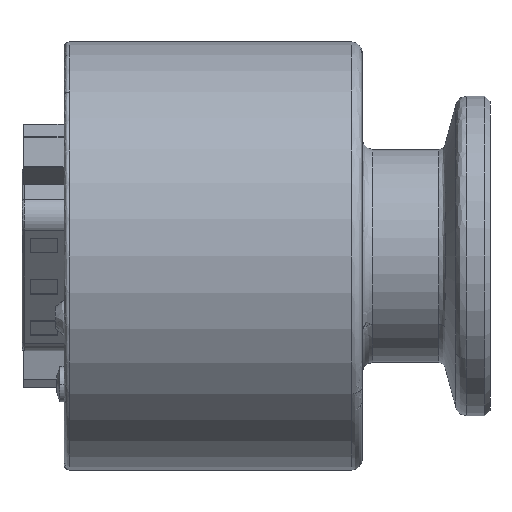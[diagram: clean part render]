
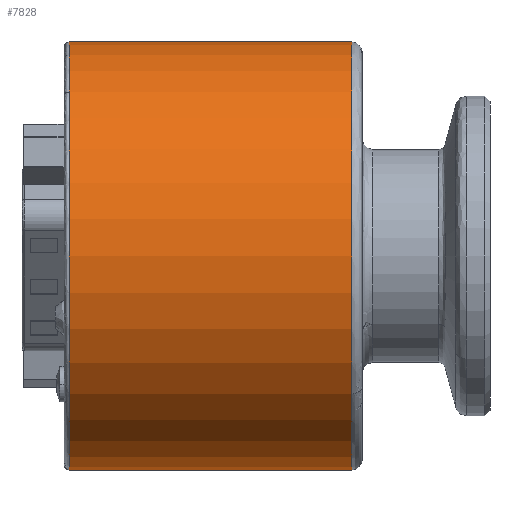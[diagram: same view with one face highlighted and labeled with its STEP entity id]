
A CAD part, left-side view. The second image highlights one B-rep face of the part: STEP entity #7828.
In plain terms, the highlighted cylindrical face has radius 20.1 mm (diameter 40.2 mm), a partial arc.
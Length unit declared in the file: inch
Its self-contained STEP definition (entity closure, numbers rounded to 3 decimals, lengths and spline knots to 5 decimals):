
#729 = CARTESIAN_POINT ( 'NONE',  ( -0.00001, 1.75197, 0.00002 ) ) ;
#732 = CIRCLE ( 'NONE', #9538, 0.79134 ) ;
#815 = DIRECTION ( 'NONE',  ( 0., 0., 1. ) ) ;
#840 = DIRECTION ( 'NONE',  ( 0., 1., 0. ) ) ;
#886 = EDGE_CURVE ( 'NONE', #3181, #11082, #9578, .T. ) ;
#906 = CARTESIAN_POINT ( 'NONE',  ( -0.60621, 0.70866, -0.50865 ) ) ;
#1098 = CARTESIAN_POINT ( 'NONE',  ( -0.00001, 1.75197, 0.79136 ) ) ;
#1768 = DIRECTION ( 'NONE',  ( 0., 0., 1. ) ) ;
#2193 = VERTEX_POINT ( 'NONE', #906 ) ;
#2234 = EDGE_CURVE ( 'NONE', #5359, #2193, #7873, .T. ) ;
#2630 = EDGE_LOOP ( 'NONE', ( #4133, #6391, #3086, #9110, #5909, #6520 ) ) ;
#2988 = CYLINDRICAL_SURFACE ( 'NONE', #11280, 0.79134 ) ;
#3036 = EDGE_CURVE ( 'NONE', #2193, #3181, #732, .T. ) ;
#3086 = ORIENTED_EDGE ( 'NONE', *, *, #3036, .T. ) ;
#3181 = VERTEX_POINT ( 'NONE', #9028 ) ;
#3187 = DIRECTION ( 'NONE',  ( 0., 1., 0. ) ) ;
#3270 = CARTESIAN_POINT ( 'NONE',  ( -0.00001, 0.70866, 0.00002 ) ) ;
#3624 = FACE_OUTER_BOUND ( 'NONE', #2630, .T. ) ;
#3665 = AXIS2_PLACEMENT_3D ( 'NONE', #10390, #6923, #1768 ) ;
#3726 = CARTESIAN_POINT ( 'NONE',  ( -0.50868, 1.75197, 0.60622 ) ) ;
#4045 = VECTOR ( 'NONE', #3187, 39.37008 ) ;
#4117 = CARTESIAN_POINT ( 'NONE',  ( -0.00001, 1.75197, 0.00002 ) ) ;
#4133 = ORIENTED_EDGE ( 'NONE', *, *, #4713, .F. ) ;
#4160 = CARTESIAN_POINT ( 'NONE',  ( -0.00001, 1.69291, -0.79132 ) ) ;
#4557 = VECTOR ( 'NONE', #840, 39.37008 ) ;
#4653 = CARTESIAN_POINT ( 'NONE',  ( -0.00001, 1.69291, 0.00002 ) ) ;
#4659 = AXIS2_PLACEMENT_3D ( 'NONE', #4117, #5765, #9290 ) ;
#4713 = EDGE_CURVE ( 'NONE', #5359, #8340, #8541, .T. ) ;
#5359 = VERTEX_POINT ( 'NONE', #7073 ) ;
#5765 = DIRECTION ( 'NONE',  ( 0., -1., 0. ) ) ;
#5909 = ORIENTED_EDGE ( 'NONE', *, *, #9148, .T. ) ;
#6171 = DIRECTION ( 'NONE',  ( 0., -1., 0. ) ) ;
#6391 = ORIENTED_EDGE ( 'NONE', *, *, #2234, .T. ) ;
#6520 = ORIENTED_EDGE ( 'NONE', *, *, #10601, .T. ) ;
#6923 = DIRECTION ( 'NONE',  ( 0., 1., 0. ) ) ;
#6964 = AXIS2_PLACEMENT_3D ( 'NONE', #729, #6171, #7724 ) ;
#7073 = CARTESIAN_POINT ( 'NONE',  ( -0.00001, 0.70866, -0.79132 ) ) ;
#7080 = VERTEX_POINT ( 'NONE', #3726 ) ;
#7594 = CARTESIAN_POINT ( 'NONE',  ( -0.00001, 1.75197, -0.79132 ) ) ;
#7724 = DIRECTION ( 'NONE',  ( 0., 0., 1. ) ) ;
#7828 = ADVANCED_FACE ( 'NONE', ( #3624 ), #2988, .T. ) ;
#7864 = DIRECTION ( 'NONE',  ( 0., 1., 0. ) ) ;
#7873 = CIRCLE ( 'NONE', #3665, 0.79134 ) ;
#7965 = CIRCLE ( 'NONE', #4659, 0.79134 ) ;
#7995 = DIRECTION ( 'NONE',  ( 0., 0., 1. ) ) ;
#8340 = VERTEX_POINT ( 'NONE', #7594 ) ;
#8541 = LINE ( 'NONE', #4160, #4045 ) ;
#9028 = CARTESIAN_POINT ( 'NONE',  ( -0.00001, 0.70866, 0.79136 ) ) ;
#9110 = ORIENTED_EDGE ( 'NONE', *, *, #886, .T. ) ;
#9148 = EDGE_CURVE ( 'NONE', #11082, #7080, #7965, .T. ) ;
#9290 = DIRECTION ( 'NONE',  ( 0., 0., 1. ) ) ;
#9538 = AXIS2_PLACEMENT_3D ( 'NONE', #3270, #7864, #815 ) ;
#9578 = LINE ( 'NONE', #10431, #4557 ) ;
#10390 = CARTESIAN_POINT ( 'NONE',  ( -0.00001, 0.70866, 0.00002 ) ) ;
#10431 = CARTESIAN_POINT ( 'NONE',  ( -0.00001, 1.69291, 0.79136 ) ) ;
#10601 = EDGE_CURVE ( 'NONE', #7080, #8340, #11001, .T. ) ;
#10647 = DIRECTION ( 'NONE',  ( 0., 1., 0. ) ) ;
#11001 = CIRCLE ( 'NONE', #6964, 0.79134 ) ;
#11082 = VERTEX_POINT ( 'NONE', #1098 ) ;
#11280 = AXIS2_PLACEMENT_3D ( 'NONE', #4653, #10647, #7995 ) ;
